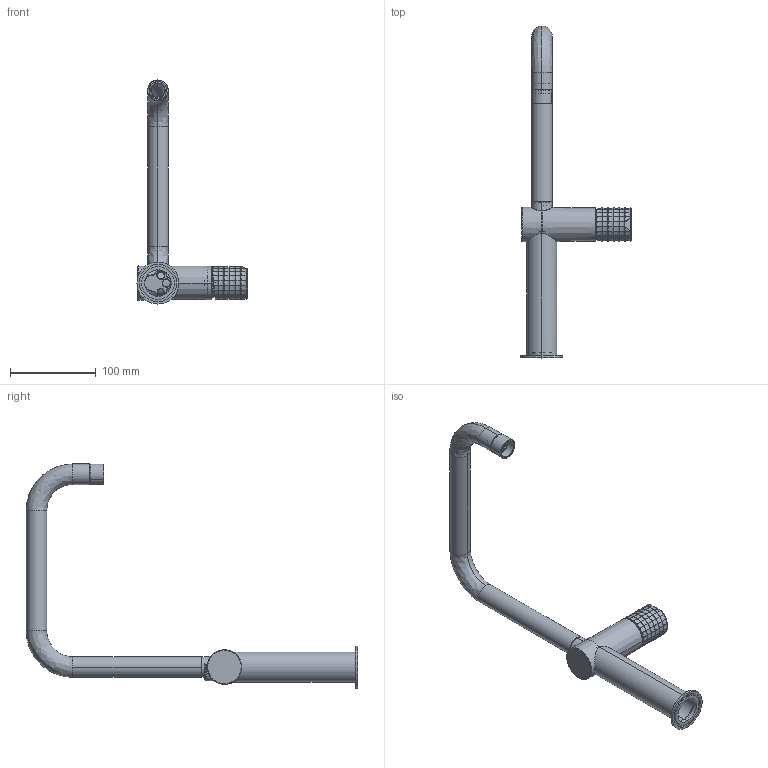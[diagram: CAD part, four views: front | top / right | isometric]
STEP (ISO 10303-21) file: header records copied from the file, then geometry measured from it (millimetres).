
FILE_DESCRIPTION (( 'STEP AP214' ), '1' );
FILE_NAME ('75820750.STEP', '2020-08-20T08:57:47', ( '' ), ( '' ), 'SwSTEP 2.0', 'SolidWorks 2016', '' );
FILE_SCHEMA (( 'AUTOMOTIVE_DESIGN' ));
Length unit declared in the file: millimetre
Products named in the file (11): 1778 PEANA NUEVA SERIE TIME 2016_-01; 3095 MANETA MONOMANDO FACETADO 2018_-01; 1792 CUERPO FREGADERA TIME 2016 FIJA_-11; CARCASA AIREADOR HEMBRA M22x1 MINIMALISTA; 1922 TUERCA APRETACARTUCHOS v2.0 TIME 2016_-03; 1769 EMBELLECEDOR ZAMAQ LAVABO TIME 2016_-con junta; 1312 CA胝 DOS CURVAS FREGADERA 5E_-50 mm PIPE-LINE; 0923 TORNILLO SENDA NUEVA BOBINA_PARA RENDER; 3094 BASE FREGADERA TIME MALE MAS ALTA_-01; 75820750; 3077 CARCASA BOBINA TIME_-02
Assembly tree (11 placements, depth 2):
  75820750
    1792 CUERPO FREGADERA TIME 2016 FIJA_-11
    3094 BASE FREGADERA TIME MALE MAS ALTA_-01
    1778 PEANA NUEVA SERIE TIME 2016_-01
    1922 TUERCA APRETACARTUCHOS v2.0 TIME 2016_-03
    1769 EMBELLECEDOR ZAMAQ LAVABO TIME 2016_-con junta
    3095 MANETA MONOMANDO FACETADO 2018_-01
    3077 CARCASA BOBINA TIME_-02  x2
    0923 TORNILLO SENDA NUEVA BOBINA_PARA RENDER
    1312 CA胝 DOS CURVAS FREGADERA 5E_-50 mm PIPE-LINE
    CARCASA AIREADOR HEMBRA M22x1 MINIMALISTA
Bounding box: 128.5 x 387.2 x 261.5 mm (x, y, z)
Volume: 188447.1 mm3; surface area: 140059 mm2
Topology: 12 solids, 14 shells, 689 faces, 1727 edges, 1075 vertices
Faces by surface type: cylinder 302, bspline 229, plane 92, cone 66
Entity records: 38245 total; most frequent: CARTESIAN_POINT 16318, ORIENTED_EDGE 3406, DIRECTION 2363, EDGE_CURVE 1703, VERTEX_POINT 1065, AXIS2_PLACEMENT_3D 1033, EDGE_LOOP 718, UNCERTAINTY_MEASURE_WITH_UNIT 714
